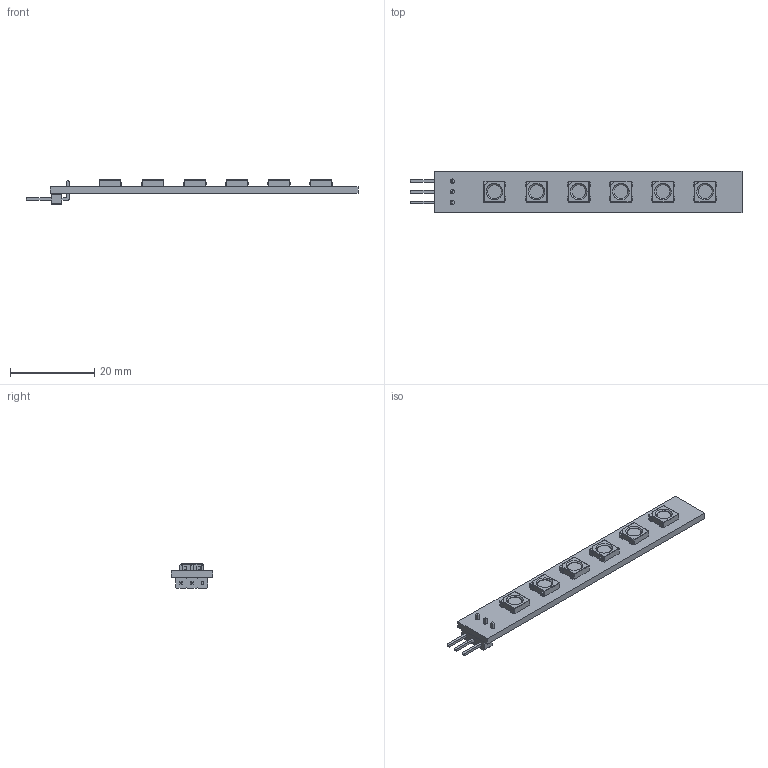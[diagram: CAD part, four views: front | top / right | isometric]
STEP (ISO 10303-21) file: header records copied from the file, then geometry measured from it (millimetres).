
FILE_DESCRIPTION(('KiCad electronic assembly'),'2;1');
FILE_NAME('FabLight_LED.step','2023-03-23T02:07:00',('Pcbnew'),('Kicad') ,'Open CASCADE STEP processor 7.6','KiCad to STEP converter','Unknown' );
FILE_SCHEMA(('AUTOMOTIVE_DESIGN { 1 0 10303 214 1 1 1 1 }'));
Length unit declared in the file: millimetre
Products named in the file (6): FabLight_LED 1; LED_WS2812B_PLCC4_5.0x5.0mm_P3.2mm; SOLID; PinHeader_1x03_P2.54mm_Horizontal; FabLight_LED PCB
Assembly tree (10 placements, depth 3):
  FabLight_LED 1
    LED_WS2812B_PLCC4_5.0x5.0mm_P3.2mm  x6
      SOLID
    PinHeader_1x03_P2.54mm_Horizontal
      SOLID
    FabLight_LED PCB
Bounding box: 78.79 x 9.87 x 5.84 mm (x, y, z)
Volume: 1416.7 mm3; surface area: 2442 mm2
Topology: 8 solids, 8 shells, 502 faces, 1434 edges, 936 vertices
Faces by surface type: bspline 493, plane 6, cylinder 3
Full cylindrical faces by diameter (mm): 1 x3
Entity records: 10675 total; most frequent: CARTESIAN_POINT 3713, B_SPLINE_CURVE_WITH_KNOTS 1138, ORIENTED_EDGE 858, PCURVE 858, DEFINITIONAL_REPRESENTATION 858, EDGE_CURVE 429, SURFACE_CURVE 424, VERTEX_POINT 276
